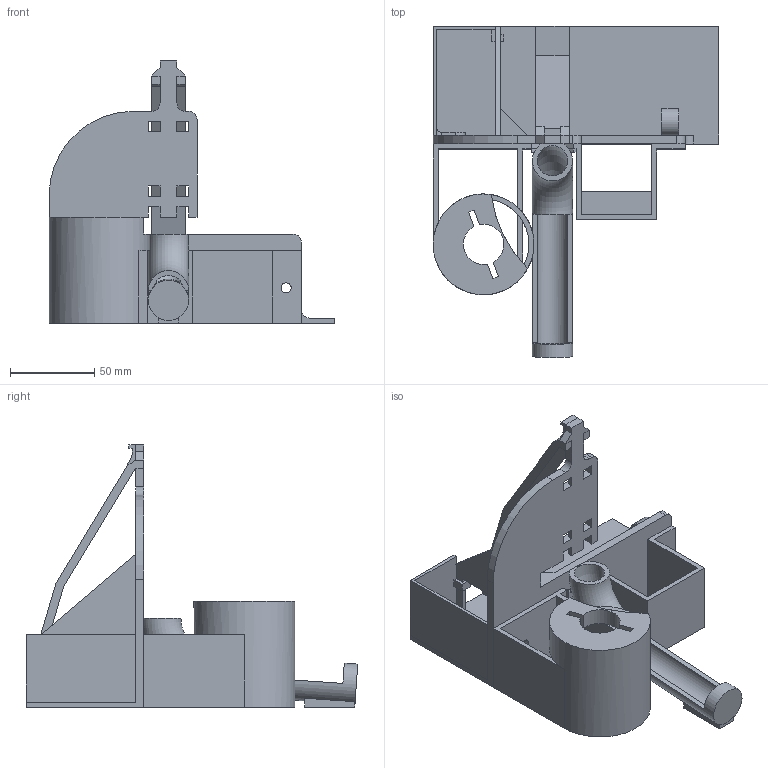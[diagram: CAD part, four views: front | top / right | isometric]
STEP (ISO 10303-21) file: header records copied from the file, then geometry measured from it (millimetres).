
FILE_DESCRIPTION(/* description */ ('STEP AP242','CAx-IF Rec.Pracs.---Representation and Presentation of Product Manufacturing Information (PMI)---4.0---2014-10-13','CAx-IF Rec.Pracs.---3D Tessellated Geometry---0.4---2014-09-14','2;1'),/* implementation_level */ '2;1');
FILE_NAME(/* name */ '66efed837b7ec37030f32b39',/* time_stamp */ '2024-09-22T10:12:19Z',/* author */ (''),/* organization */ (''),/* preprocessor_version */ 'ST-DEVELOPER v20',/* originating_system */ ' ',/* authorisation */ ' ');
FILE_SCHEMA (('AP242_MANAGED_MODEL_BASED_3D_ENGINEERING_MIM_LF { 1 0 10303 442 1 1 4 }'));
Length unit declared in the file: metre
Products named in the file (6): wireholder; clip; brace; catchtube; front; frame
Bounding box: 170 x 197.16 x 156 mm (x, y, z)
Volume: 236462.3 mm3; surface area: 146261.7 mm2
Topology: 6 solids, 6 shells, 214 faces, 615 edges, 402 vertices
Faces by surface type: plane 179, cylinder 33, torus 2
Full cylindrical faces by diameter (mm): 6 x11, 10 x1, 18 x1, 24 x1, 54 x1, 60 x1
Entity records: 6987 total; most frequent: CARTESIAN_POINT 1235, ORIENTED_EDGE 1168, DIRECTION 1108, EDGE_CURVE 584, LINE 488, VECTOR 488, VERTEX_POINT 390, AXIS2_PLACEMENT_3D 310
